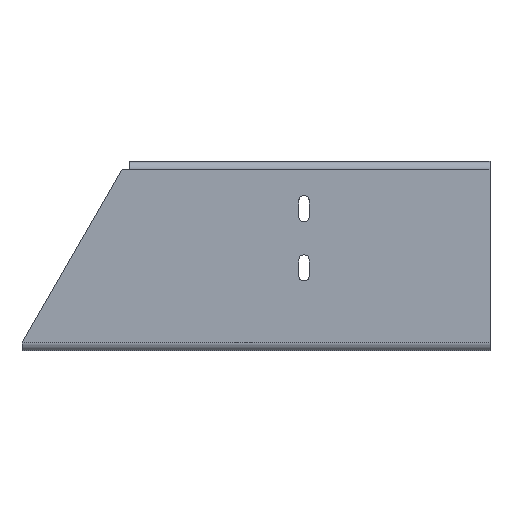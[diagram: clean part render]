
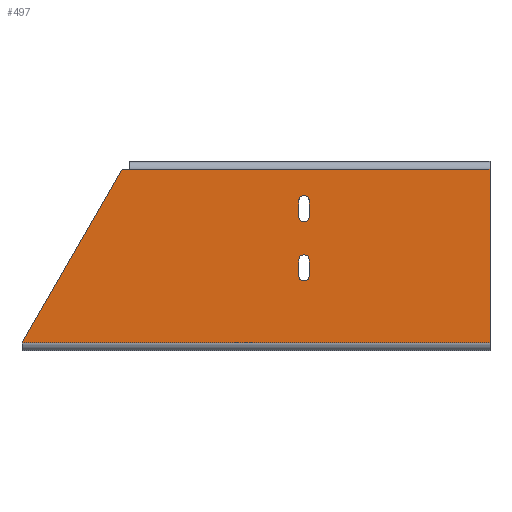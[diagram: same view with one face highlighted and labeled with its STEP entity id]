
A CAD part, front view. The second image highlights one B-rep face of the part: STEP entity #497.
In plain terms, the highlighted planar face has unit normal (0, -1, 0).
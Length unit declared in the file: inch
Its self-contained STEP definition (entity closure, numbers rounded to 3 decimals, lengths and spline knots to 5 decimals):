
#23=FACE_BOUND('',#75,.T.);
#24=FACE_BOUND('',#76,.T.);
#27=CIRCLE('',#537,0.166);
#28=CIRCLE('',#538,0.166);
#29=CIRCLE('',#539,0.166);
#30=CIRCLE('',#540,0.166);
#43=FACE_OUTER_BOUND('',#74,.T.);
#74=EDGE_LOOP('',(#332,#333,#334,#335,#336));
#75=EDGE_LOOP('',(#337,#338,#339,#340));
#76=EDGE_LOOP('',(#341,#342,#343,#344));
#109=LINE('',#738,#164);
#110=LINE('',#740,#165);
#111=LINE('',#742,#166);
#112=LINE('',#744,#167);
#113=LINE('',#745,#168);
#114=LINE('',#750,#169);
#115=LINE('',#753,#170);
#116=LINE('',#758,#171);
#117=LINE('',#761,#172);
#164=VECTOR('',#587,11.43024);
#165=VECTOR('',#588,0.25);
#166=VECTOR('',#589,6.35085);
#167=VECTOR('',#590,14.85566);
#168=VECTOR('',#591,5.5);
#169=VECTOR('',#594,0.5);
#170=VECTOR('',#597,0.5);
#171=VECTOR('',#600,0.5);
#172=VECTOR('',#603,0.5);
#219=VERTEX_POINT('',#736);
#220=VERTEX_POINT('',#737);
#221=VERTEX_POINT('',#739);
#222=VERTEX_POINT('',#741);
#223=VERTEX_POINT('',#743);
#224=VERTEX_POINT('',#746);
#225=VERTEX_POINT('',#747);
#226=VERTEX_POINT('',#749);
#227=VERTEX_POINT('',#751);
#228=VERTEX_POINT('',#754);
#229=VERTEX_POINT('',#755);
#230=VERTEX_POINT('',#757);
#231=VERTEX_POINT('',#759);
#261=EDGE_CURVE('',#219,#220,#109,.T.);
#262=EDGE_CURVE('',#220,#221,#110,.T.);
#263=EDGE_CURVE('',#222,#221,#111,.T.);
#264=EDGE_CURVE('',#222,#223,#112,.T.);
#265=EDGE_CURVE('',#223,#219,#113,.T.);
#266=EDGE_CURVE('',#224,#225,#27,.T.);
#267=EDGE_CURVE('',#224,#226,#114,.T.);
#268=EDGE_CURVE('',#227,#226,#28,.T.);
#269=EDGE_CURVE('',#227,#225,#115,.T.);
#270=EDGE_CURVE('',#228,#229,#29,.T.);
#271=EDGE_CURVE('',#228,#230,#116,.T.);
#272=EDGE_CURVE('',#231,#230,#30,.T.);
#273=EDGE_CURVE('',#231,#229,#117,.T.);
#332=ORIENTED_EDGE('',*,*,#261,.T.);
#333=ORIENTED_EDGE('',*,*,#262,.T.);
#334=ORIENTED_EDGE('',*,*,#263,.F.);
#335=ORIENTED_EDGE('',*,*,#264,.T.);
#336=ORIENTED_EDGE('',*,*,#265,.T.);
#337=ORIENTED_EDGE('',*,*,#266,.F.);
#338=ORIENTED_EDGE('',*,*,#267,.T.);
#339=ORIENTED_EDGE('',*,*,#268,.F.);
#340=ORIENTED_EDGE('',*,*,#269,.T.);
#341=ORIENTED_EDGE('',*,*,#270,.F.);
#342=ORIENTED_EDGE('',*,*,#271,.T.);
#343=ORIENTED_EDGE('',*,*,#272,.F.);
#344=ORIENTED_EDGE('',*,*,#273,.T.);
#474=PLANE('',#536);
#497=ADVANCED_FACE('',(#43,#23,#24),#474,.F.);
#536=AXIS2_PLACEMENT_3D('',#735,#585,#586);
#537=AXIS2_PLACEMENT_3D('',#748,#592,#593);
#538=AXIS2_PLACEMENT_3D('',#752,#595,#596);
#539=AXIS2_PLACEMENT_3D('',#756,#598,#599);
#540=AXIS2_PLACEMENT_3D('',#760,#601,#602);
#585=DIRECTION('center_axis',(0.,1.,0.));
#586=DIRECTION('ref_axis',(1.,0.,0.));
#587=DIRECTION('',(-1.,0.,0.));
#588=DIRECTION('',(-1.,0.,0.));
#589=DIRECTION('',(0.5,0.,0.866));
#590=DIRECTION('',(1.,0.,0.));
#591=DIRECTION('',(0.,0.,1.));
#592=DIRECTION('center_axis',(0.,-1.,0.));
#593=DIRECTION('ref_axis',(-1.,0.,0.));
#594=DIRECTION('',(0.,0.,1.));
#595=DIRECTION('center_axis',(0.,-1.,0.));
#596=DIRECTION('ref_axis',(1.,0.,0.));
#597=DIRECTION('',(0.,0.,-1.));
#598=DIRECTION('center_axis',(0.,-1.,0.));
#599=DIRECTION('ref_axis',(-1.,0.,0.));
#600=DIRECTION('',(0.,0.,1.));
#601=DIRECTION('center_axis',(0.,-1.,0.));
#602=DIRECTION('ref_axis',(1.,0.,0.));
#603=DIRECTION('',(0.,0.,-1.));
#735=CARTESIAN_POINT('Origin',(0.,0.,0.));
#736=CARTESIAN_POINT('',(-14.01185,0.,5.75));
#737=CARTESIAN_POINT('',(-25.44209,0.,5.75));
#738=CARTESIAN_POINT('',(-14.01185,0.,5.75));
#739=CARTESIAN_POINT('',(-25.69209,0.,5.75));
#740=CARTESIAN_POINT('',(-25.44209,0.,5.75));
#741=CARTESIAN_POINT('',(-28.86751,0.,0.25));
#742=CARTESIAN_POINT('',(-28.86751,0.,0.25));
#743=CARTESIAN_POINT('',(-14.01185,0.,0.25));
#744=CARTESIAN_POINT('',(-28.86751,0.,0.25));
#745=CARTESIAN_POINT('',(-14.01185,0.,0.25));
#746=CARTESIAN_POINT('',(-20.082,0.,2.375));
#747=CARTESIAN_POINT('',(-19.75,0.,2.375));
#748=CARTESIAN_POINT('Origin',(-19.916,0.,2.375));
#749=CARTESIAN_POINT('',(-20.082,0.,2.875));
#750=CARTESIAN_POINT('',(-20.082,0.,2.375));
#751=CARTESIAN_POINT('',(-19.75,0.,2.875));
#752=CARTESIAN_POINT('Origin',(-19.916,0.,2.875));
#753=CARTESIAN_POINT('',(-19.75,0.,2.875));
#754=CARTESIAN_POINT('',(-20.082,0.,4.25));
#755=CARTESIAN_POINT('',(-19.75,0.,4.25));
#756=CARTESIAN_POINT('Origin',(-19.916,0.,4.25));
#757=CARTESIAN_POINT('',(-20.082,0.,4.75));
#758=CARTESIAN_POINT('',(-20.082,0.,4.25));
#759=CARTESIAN_POINT('',(-19.75,0.,4.75));
#760=CARTESIAN_POINT('Origin',(-19.916,0.,4.75));
#761=CARTESIAN_POINT('',(-19.75,0.,4.75));
